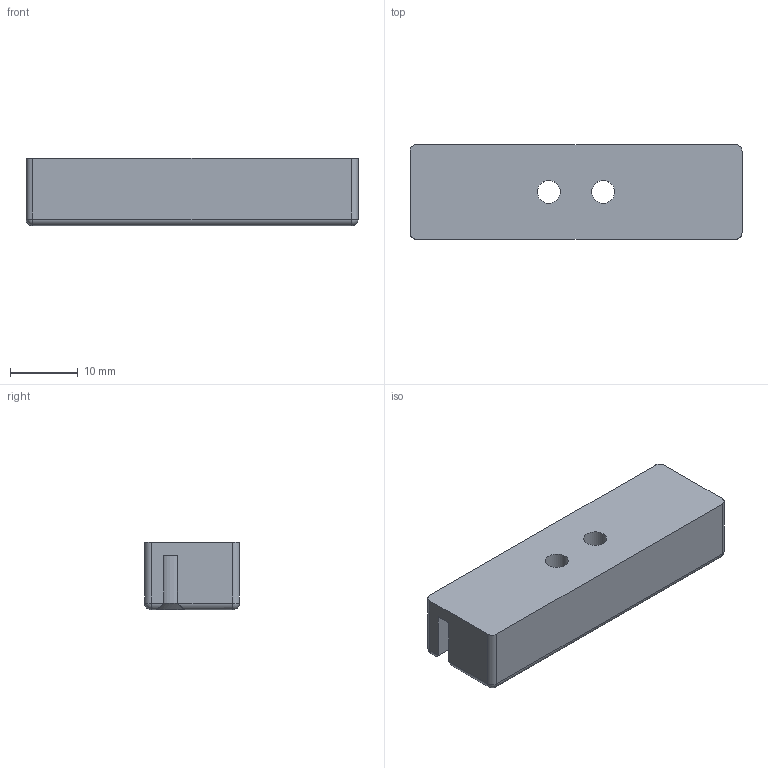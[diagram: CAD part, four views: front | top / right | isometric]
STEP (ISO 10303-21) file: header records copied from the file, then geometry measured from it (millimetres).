
FILE_DESCRIPTION(('FreeCAD Model'),'2;1');
FILE_NAME('X_Belt_Clip.step','2018-09-09T11:32:54',('Author'),(''), 'Open CASCADE STEP processor 6.8','FreeCAD','Unknown');
FILE_SCHEMA(('AUTOMOTIVE_DESIGN_CC2 { 1 2 10303 214 -1 1 5 4 }'));
Length unit declared in the file: millimetre
Products named in the file (2): ASSEMBLY; X_Belt_Clip001
Assembly tree (1 placements, depth 2):
  ASSEMBLY
    X_Belt_Clip001
Bounding box: 49 x 14 x 10 mm (x, y, z)
Volume: 5393.2 mm3; surface area: 3613.9 mm2
Topology: 1 solids, 1 shells, 50 faces, 112 edges, 64 vertices
Faces by surface type: plane 20, cylinder 20, cone 6, sphere 4
Full cylindrical faces by diameter (mm): 3.4 x2, 5 x2, 6 x2
Entity records: 2843 total; most frequent: CARTESIAN_POINT 612, DIRECTION 420, ORIENTED_EDGE 216, PCURVE 216, DEFINITIONAL_REPRESENTATION 216, LINE 214, VECTOR 214, EDGE_CURVE 108
